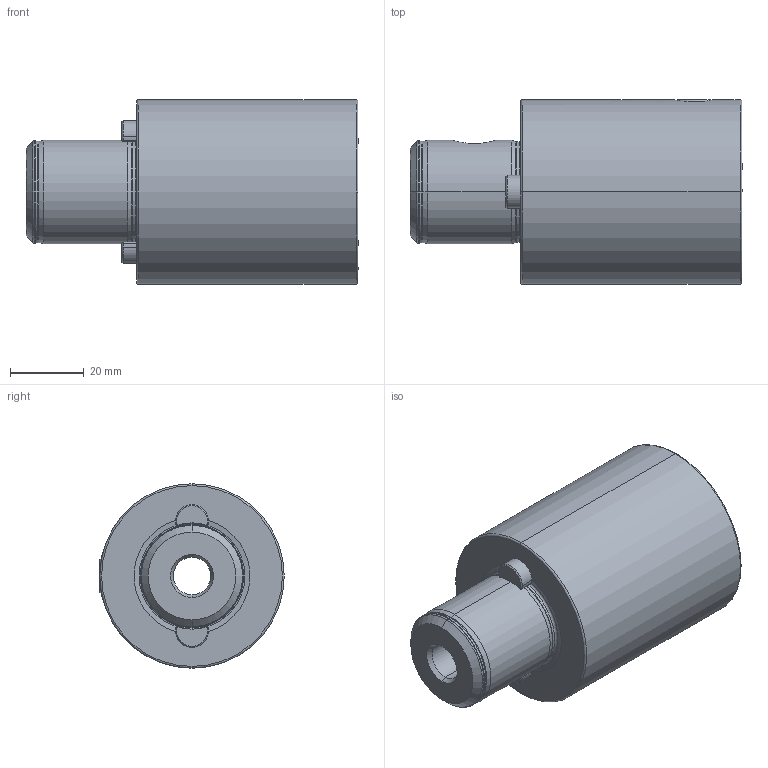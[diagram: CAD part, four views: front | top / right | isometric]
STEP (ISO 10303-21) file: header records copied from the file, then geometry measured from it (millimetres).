
FILE_DESCRIPTION (( 'STEP AP203' ), '1' );
FILE_NAME ('ST5-ST5.K01.060.STEP', '2016-02-12T10:48:36', ( 'SWIAdmin' ), ( 'Hewlett-Packard Company' ), 'SwSTEP 2.0', 'SolidWorks 2015', '' );
FILE_SCHEMA (( 'CONFIG_CONTROL_DESIGN' ));
Length unit declared in the file: millimetre
Products named in the file (5): ST5-ER2.001.010_A; ST5-ST5.K01.060; ST5-ST5.K01.060_A; DIN 3771 - 25x2; ST5-ER1.001.012_A
Assembly tree (5 placements, depth 2):
  ST5-ST5.K01.060
    ST5-ST5.K01.060_A
    ST5-ER1.001.012_A
    DIN 3771 - 25x2
    ST5-ER2.001.010_A  x2
Bounding box: 90 x 50 x 50 mm (x, y, z)
Volume: 110958 mm3; surface area: 22539.5 mm2
Topology: 5 solids, 5 shells, 154 faces, 348 edges, 200 vertices
Faces by surface type: cone 50, cylinder 43, torus 31, plane 26, bspline 4
Entity records: 4933 total; most frequent: CARTESIAN_POINT 1398, DIRECTION 682, ORIENTED_EDGE 596, EDGE_CURVE 298, AXIS2_PLACEMENT_3D 288, VERTEX_POINT 174, CIRCLE 151, EDGE_LOOP 142
